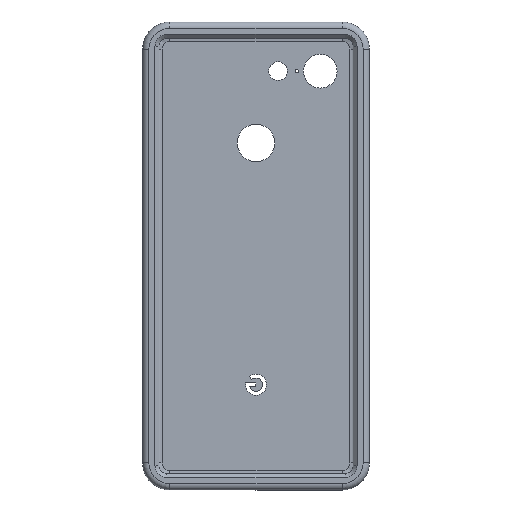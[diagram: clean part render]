
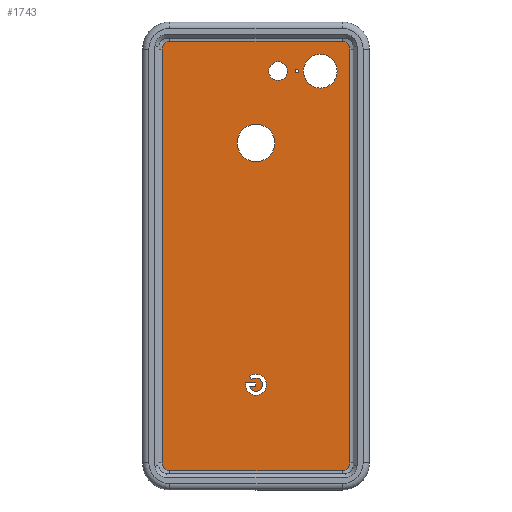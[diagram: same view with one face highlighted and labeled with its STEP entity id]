
A CAD part, top view. The second image highlights one B-rep face of the part: STEP entity #1743.
In plain terms, the highlighted planar face has unit normal (0, 0, 1).
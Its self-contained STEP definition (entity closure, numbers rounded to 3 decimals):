
#55=FACE_BOUND('',#414,.T.);
#56=FACE_BOUND('',#415,.T.);
#57=FACE_BOUND('',#416,.T.);
#58=FACE_BOUND('',#417,.T.);
#59=FACE_BOUND('',#418,.T.);
#78=CIRCLE('',#1856,2.125);
#81=CIRCLE('',#1861,3.375);
#92=CIRCLE('',#1875,6.);
#95=CIRCLE('',#1881,0.5);
#97=CIRCLE('',#1885,3.);
#98=CIRCLE('',#1887,5.4);
#99=CIRCLE('',#1893,2.525);
#100=CIRCLE('',#1894,2.525);
#101=CIRCLE('',#1895,2.525);
#102=CIRCLE('',#1896,2.525);
#258=PLANE('',#1892);
#296=FACE_OUTER_BOUND('',#413,.T.);
#413=EDGE_LOOP('',(#1305,#1306,#1307,#1308,#1309,#1310,#1311,#1312));
#414=EDGE_LOOP('',(#1313));
#415=EDGE_LOOP('',(#1314));
#416=EDGE_LOOP('',(#1315));
#417=EDGE_LOOP('',(#1316,#1317,#1318,#1319,#1320,#1321));
#418=EDGE_LOOP('',(#1322));
#544=LINE('',#2976,#655);
#545=LINE('',#2979,#656);
#547=LINE('',#2983,#658);
#549=LINE('',#2986,#660);
#550=LINE('',#2990,#661);
#551=LINE('',#2994,#662);
#552=LINE('',#2998,#663);
#553=LINE('',#3002,#664);
#655=VECTOR('',#2195,10.);
#656=VECTOR('',#2198,10.);
#658=VECTOR('',#2202,10.);
#660=VECTOR('',#2206,10.);
#661=VECTOR('',#2209,10.);
#662=VECTOR('',#2212,10.);
#663=VECTOR('',#2215,10.);
#664=VECTOR('',#2218,10.);
#777=VERTEX_POINT('',#2875);
#778=VERTEX_POINT('',#2877);
#783=VERTEX_POINT('',#2892);
#784=VERTEX_POINT('',#2894);
#801=VERTEX_POINT('',#2935);
#805=VERTEX_POINT('',#2960);
#807=VERTEX_POINT('',#2968);
#808=VERTEX_POINT('',#2972);
#809=VERTEX_POINT('',#2978);
#810=VERTEX_POINT('',#2982);
#811=VERTEX_POINT('',#2988);
#812=VERTEX_POINT('',#2989);
#813=VERTEX_POINT('',#2991);
#814=VERTEX_POINT('',#2993);
#815=VERTEX_POINT('',#2995);
#816=VERTEX_POINT('',#2997);
#817=VERTEX_POINT('',#2999);
#818=VERTEX_POINT('',#3001);
#941=EDGE_CURVE('',#778,#777,#78,.T.);
#948=EDGE_CURVE('',#784,#783,#81,.T.);
#969=EDGE_CURVE('',#801,#801,#92,.T.);
#977=EDGE_CURVE('',#805,#805,#95,.T.);
#981=EDGE_CURVE('',#807,#807,#97,.T.);
#983=EDGE_CURVE('',#808,#808,#98,.T.);
#985=EDGE_CURVE('',#777,#784,#544,.T.);
#986=EDGE_CURVE('',#809,#778,#545,.T.);
#988=EDGE_CURVE('',#810,#809,#547,.T.);
#990=EDGE_CURVE('',#783,#810,#549,.T.);
#991=EDGE_CURVE('',#811,#812,#550,.T.);
#992=EDGE_CURVE('',#812,#813,#99,.T.);
#993=EDGE_CURVE('',#813,#814,#551,.T.);
#994=EDGE_CURVE('',#814,#815,#100,.T.);
#995=EDGE_CURVE('',#815,#816,#552,.T.);
#996=EDGE_CURVE('',#816,#817,#101,.T.);
#997=EDGE_CURVE('',#817,#818,#553,.T.);
#998=EDGE_CURVE('',#818,#811,#102,.T.);
#1305=ORIENTED_EDGE('',*,*,#991,.T.);
#1306=ORIENTED_EDGE('',*,*,#992,.T.);
#1307=ORIENTED_EDGE('',*,*,#993,.T.);
#1308=ORIENTED_EDGE('',*,*,#994,.T.);
#1309=ORIENTED_EDGE('',*,*,#995,.T.);
#1310=ORIENTED_EDGE('',*,*,#996,.T.);
#1311=ORIENTED_EDGE('',*,*,#997,.T.);
#1312=ORIENTED_EDGE('',*,*,#998,.T.);
#1313=ORIENTED_EDGE('',*,*,#983,.T.);
#1314=ORIENTED_EDGE('',*,*,#981,.T.);
#1315=ORIENTED_EDGE('',*,*,#969,.T.);
#1316=ORIENTED_EDGE('',*,*,#948,.T.);
#1317=ORIENTED_EDGE('',*,*,#990,.T.);
#1318=ORIENTED_EDGE('',*,*,#988,.T.);
#1319=ORIENTED_EDGE('',*,*,#986,.T.);
#1320=ORIENTED_EDGE('',*,*,#941,.T.);
#1321=ORIENTED_EDGE('',*,*,#985,.T.);
#1322=ORIENTED_EDGE('',*,*,#977,.T.);
#1743=ADVANCED_FACE('',(#296,#55,#56,#57,#58,#59),#258,.F.);
#1856=AXIS2_PLACEMENT_3D('',#2878,#2109,#2110);
#1861=AXIS2_PLACEMENT_3D('',#2895,#2122,#2123);
#1875=AXIS2_PLACEMENT_3D('',#2936,#2160,#2161);
#1881=AXIS2_PLACEMENT_3D('',#2961,#2175,#2176);
#1885=AXIS2_PLACEMENT_3D('',#2969,#2185,#2186);
#1887=AXIS2_PLACEMENT_3D('',#2973,#2190,#2191);
#1892=AXIS2_PLACEMENT_3D('',#2987,#2207,#2208);
#1893=AXIS2_PLACEMENT_3D('',#2992,#2210,#2211);
#1894=AXIS2_PLACEMENT_3D('',#2996,#2213,#2214);
#1895=AXIS2_PLACEMENT_3D('',#3000,#2216,#2217);
#1896=AXIS2_PLACEMENT_3D('',#3003,#2219,#2220);
#2109=DIRECTION('center_axis',(0.,0.,1.));
#2110=DIRECTION('ref_axis',(-0.643,0.766,0.));
#2122=DIRECTION('center_axis',(0.,0.,-1.));
#2123=DIRECTION('ref_axis',(-0.643,0.766,0.));
#2160=DIRECTION('center_axis',(0.,0.,-1.));
#2161=DIRECTION('ref_axis',(1.,0.,0.));
#2175=DIRECTION('center_axis',(0.,0.,-1.));
#2176=DIRECTION('ref_axis',(1.,0.,0.));
#2185=DIRECTION('center_axis',(0.,0.,-1.));
#2186=DIRECTION('ref_axis',(1.,0.,0.));
#2190=DIRECTION('center_axis',(0.,0.,-1.));
#2191=DIRECTION('ref_axis',(1.,0.,0.));
#2195=DIRECTION('',(-0.643,0.766,0.));
#2198=DIRECTION('',(-1.,0.,0.));
#2202=DIRECTION('',(0.,-1.,0.));
#2206=DIRECTION('',(1.,0.,0.));
#2207=DIRECTION('center_axis',(0.,0.,
-1.));
#2208=DIRECTION('ref_axis',(1.,0.,0.));
#2209=DIRECTION('',(0.,1.,0.));
#2210=DIRECTION('center_axis',(0.,0.,1.));
#2211=DIRECTION('ref_axis',(1.,0.,0.));
#2212=DIRECTION('',(-1.,0.,0.));
#2213=DIRECTION('center_axis',(0.,0.,
1.));
#2214=DIRECTION('ref_axis',(0.,1.,0.));
#2215=DIRECTION('',(0.,-1.,0.));
#2216=DIRECTION('center_axis',(0.,0.,
1.));
#2217=DIRECTION('ref_axis',(-1.,0.,0.));
#2218=DIRECTION('',(1.,0.,0.));
#2219=DIRECTION('center_axis',(0.,0.,
1.));
#2220=DIRECTION('ref_axis',(0.,-1.,0.));
#2875=CARTESIAN_POINT('',(-1.366,-28.11,-0.25));
#2877=CARTESIAN_POINT('',(-2.031,-30.362,-0.25));
#2878=CARTESIAN_POINT('Origin',(0.,-29.737,-0.25));
#2892=CARTESIAN_POINT('',(-3.317,-29.112,-0.25));
#2894=CARTESIAN_POINT('',(-2.169,-27.152,-0.25));
#2895=CARTESIAN_POINT('Origin',(0.,-29.737,-0.25));
#2935=CARTESIAN_POINT('',(-6.,47.763,-0.25));
#2936=CARTESIAN_POINT('Origin',(0.,47.763,-0.25));
#2960=CARTESIAN_POINT('',(12.6,70.763,-0.25));
#2961=CARTESIAN_POINT('Origin',(13.1,70.763,-0.25));
#2968=CARTESIAN_POINT('',(4.1,70.763,-0.25));
#2969=CARTESIAN_POINT('Origin',(7.1,70.763,-0.25));
#2972=CARTESIAN_POINT('',(15.2,70.763,-0.25));
#2973=CARTESIAN_POINT('Origin',(20.6,70.763,-0.25));
#2976=CARTESIAN_POINT('',(-2.169,-27.152,-0.25));
#2978=CARTESIAN_POINT('',(0.,-30.362,-0.25));
#2979=CARTESIAN_POINT('',(-2.031,-30.362,-0.25));
#2982=CARTESIAN_POINT('',(0.,-29.112,-0.25));
#2983=CARTESIAN_POINT('',(0.,-30.362,-0.25));
#2986=CARTESIAN_POINT('',(0.,-29.112,-0.25));
#2987=CARTESIAN_POINT('Origin',(0.,11.513,-0.25));
#2988=CARTESIAN_POINT('',(30.125,-54.737,-0.25));
#2989=CARTESIAN_POINT('',(30.125,77.763,-0.25));
#2990=CARTESIAN_POINT('',(30.125,0.,-0.25));
#2991=CARTESIAN_POINT('',(27.6,80.288,-0.25));
#2992=CARTESIAN_POINT('Origin',(27.6,77.763,-0.25));
#2993=CARTESIAN_POINT('',(-27.6,80.288,-0.25));
#2994=CARTESIAN_POINT('',(27.6,80.288,-0.25));
#2995=CARTESIAN_POINT('',(-30.125,77.763,-0.25));
#2996=CARTESIAN_POINT('Origin',(-27.6,77.763,-0.25));
#2997=CARTESIAN_POINT('',(-30.125,-54.737,-0.25));
#2998=CARTESIAN_POINT('',(-30.125,77.763,-0.25));
#2999=CARTESIAN_POINT('',(-27.6,-57.263,-0.25));
#3000=CARTESIAN_POINT('Origin',(-27.6,-54.737,-0.25));
#3001=CARTESIAN_POINT('',(27.6,-57.263,-0.25));
#3002=CARTESIAN_POINT('',(-27.6,-57.263,-0.25));
#3003=CARTESIAN_POINT('Origin',(27.6,-54.737,-0.25));
